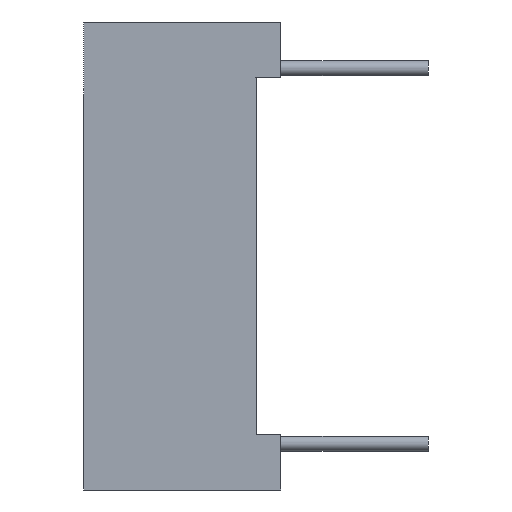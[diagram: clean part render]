
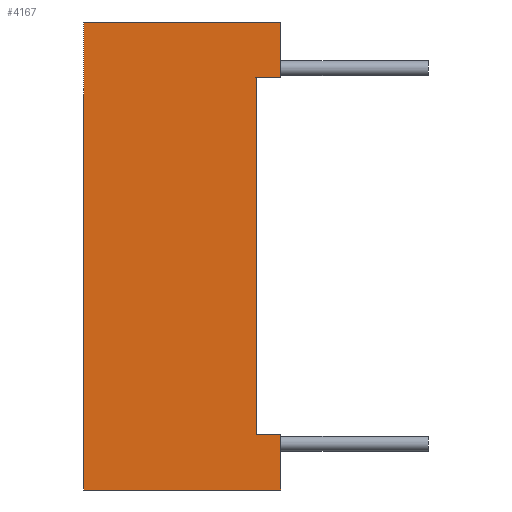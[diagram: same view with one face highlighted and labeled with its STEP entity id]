
A CAD part, left-side view. The second image highlights one B-rep face of the part: STEP entity #4167.
In plain terms, the highlighted planar face has unit normal (-1, 0, 0).
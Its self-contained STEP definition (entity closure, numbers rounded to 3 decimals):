
#274=PLANE('',#4475);
#504=FACE_OUTER_BOUND('',#746,.T.);
#746=EDGE_LOOP('',(#3684,#3685,#3686,#3687,#3688,#3689,#3690,#3691));
#1228=LINE('',#6627,#1716);
#1231=LINE('',#6632,#1719);
#1233=LINE('',#6636,#1721);
#1235=LINE('',#6640,#1723);
#1238=LINE('',#6646,#1726);
#1264=LINE('',#6697,#1752);
#1265=LINE('',#6701,#1753);
#1267=LINE('',#6704,#1755);
#1716=VECTOR('',#5477,10.);
#1719=VECTOR('',#5482,10.);
#1721=VECTOR('',#5486,10.);
#1723=VECTOR('',#5490,10.);
#1726=VECTOR('',#5495,10.);
#1752=VECTOR('',#5543,10.);
#1753=VECTOR('',#5548,10.);
#1755=VECTOR('',#5552,10.);
#2166=VERTEX_POINT('',#6624);
#2167=VERTEX_POINT('',#6626);
#2168=VERTEX_POINT('',#6630);
#2169=VERTEX_POINT('',#6634);
#2170=VERTEX_POINT('',#6638);
#2172=VERTEX_POINT('',#6644);
#2186=VERTEX_POINT('',#6695);
#2187=VERTEX_POINT('',#6700);
#2700=EDGE_CURVE('',#2166,#2167,#1228,.T.);
#2703=EDGE_CURVE('',#2166,#2168,#1231,.T.);
#2705=EDGE_CURVE('',#2168,#2169,#1233,.T.);
#2707=EDGE_CURVE('',#2169,#2170,#1235,.T.);
#2710=EDGE_CURVE('',#2172,#2170,#1238,.T.);
#2736=EDGE_CURVE('',#2186,#2172,#1264,.T.);
#2737=EDGE_CURVE('',#2187,#2167,#1265,.T.);
#2739=EDGE_CURVE('',#2187,#2186,#1267,.T.);
#3684=ORIENTED_EDGE('',*,*,#2707,.T.);
#3685=ORIENTED_EDGE('',*,*,#2710,.F.);
#3686=ORIENTED_EDGE('',*,*,#2736,.F.);
#3687=ORIENTED_EDGE('',*,*,#2739,.F.);
#3688=ORIENTED_EDGE('',*,*,#2737,.T.);
#3689=ORIENTED_EDGE('',*,*,#2700,.F.);
#3690=ORIENTED_EDGE('',*,*,#2703,.T.);
#3691=ORIENTED_EDGE('',*,*,#2705,.T.);
#4167=ADVANCED_FACE('',(#504),#274,.T.);
#4475=AXIS2_PLACEMENT_3D('',#6703,#5550,#5551);
#5477=DIRECTION('',(0.,0.,-1.));
#5482=DIRECTION('',(0.,1.,0.));
#5486=DIRECTION('',(0.,0.,1.));
#5490=DIRECTION('',(0.,-1.,0.));
#5495=DIRECTION('',(0.,0.,-1.));
#5543=DIRECTION('',(0.,-1.,0.));
#5548=DIRECTION('',(0.,-1.,0.));
#5550=DIRECTION('center_axis',(-1.,0.,0.));
#5551=DIRECTION('ref_axis',(0.,0.,-1.));
#5552=DIRECTION('',(0.,0.,1.));
#6624=CARTESIAN_POINT('',(0.,-8.,-16.75));
#6626=CARTESIAN_POINT('',(0.,-8.,-19.));
#6627=CARTESIAN_POINT('',(0.,-8.,-19.));
#6630=CARTESIAN_POINT('',(0.,-7.,-16.75));
#6632=CARTESIAN_POINT('',(0.,-3.5,-16.75));
#6634=CARTESIAN_POINT('',(0.,-7.,-2.25));
#6636=CARTESIAN_POINT('',(0.,-7.,-1.125));
#6638=CARTESIAN_POINT('',(0.,-8.,-2.25));
#6640=CARTESIAN_POINT('',(0.,-4.,-2.25));
#6644=CARTESIAN_POINT('',(0.,-8.,0.));
#6646=CARTESIAN_POINT('',(0.,-8.,-19.));
#6695=CARTESIAN_POINT('',(0.,0.,0.));
#6697=CARTESIAN_POINT('',(0.,0.,0.));
#6700=CARTESIAN_POINT('',(0.,0.,-19.));
#6701=CARTESIAN_POINT('',(0.,0.,-19.));
#6703=CARTESIAN_POINT('Origin',(0.,0.,0.));
#6704=CARTESIAN_POINT('',(0.,0.,-19.));
